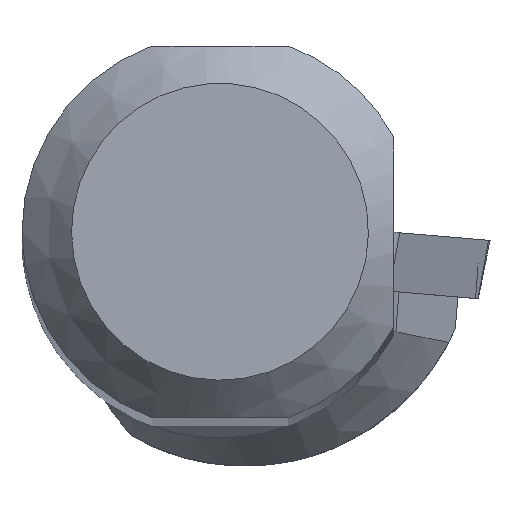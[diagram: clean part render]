
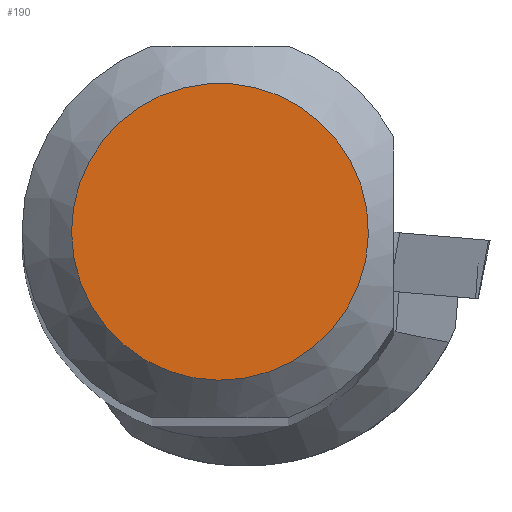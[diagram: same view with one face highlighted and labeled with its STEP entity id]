
A CAD part, top view. The second image highlights one B-rep face of the part: STEP entity #190.
In plain terms, the highlighted planar face has unit normal (0, 0, 1).
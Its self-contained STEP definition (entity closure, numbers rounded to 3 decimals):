
#148=FACE_OUTER_BOUND('',#384,.T.);
#190=ADVANCED_FACE('',(#148),#222,.T.);
#222=PLANE('',#997);
#384=EDGE_LOOP('',(#537));
#537=ORIENTED_EDGE('',*,*,#796,.F.);
#702=VERTEX_POINT('',#1628);
#796=EDGE_CURVE('',#702,#702,#845,.T.);
#845=CIRCLE('',#996,5.993);
#996=AXIS2_PLACEMENT_3D('',#1627,#1194,#1195);
#997=AXIS2_PLACEMENT_3D('',#1629,#1196,#1197);
#1194=DIRECTION('',(0.,0.,-1.));
#1195=DIRECTION('',(-1.,0.,0.));
#1196=DIRECTION('',(0.,0.,1.));
#1197=DIRECTION('',(-1.,0.,0.));
#1627=CARTESIAN_POINT('',(0.,0.,0.));
#1628=CARTESIAN_POINT('',(-5.993,0.,0.));
#1629=CARTESIAN_POINT('',(0.,0.,
0.));
